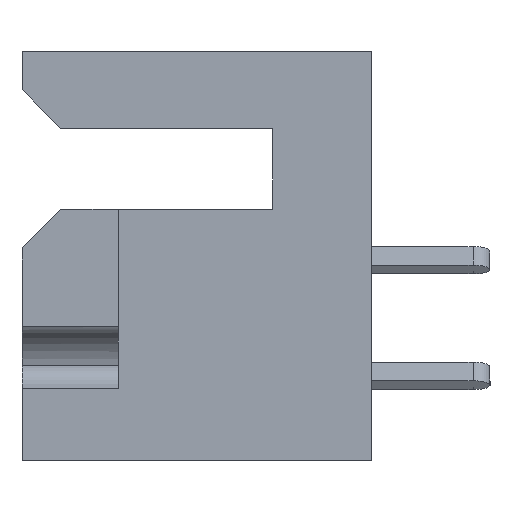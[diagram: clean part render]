
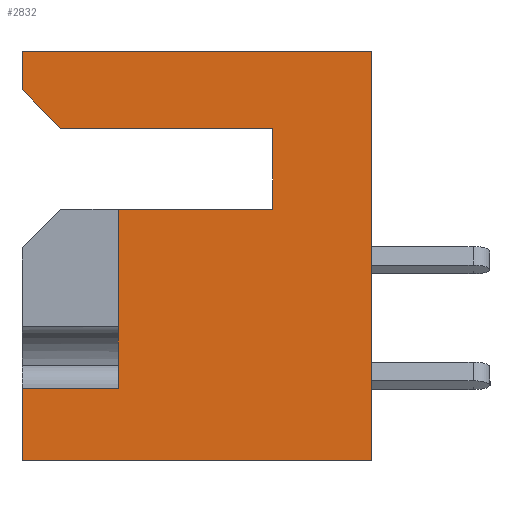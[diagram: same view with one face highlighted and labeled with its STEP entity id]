
A CAD part, left-side view. The second image highlights one B-rep face of the part: STEP entity #2832.
In plain terms, the highlighted planar face has unit normal (-1, 0, 0).
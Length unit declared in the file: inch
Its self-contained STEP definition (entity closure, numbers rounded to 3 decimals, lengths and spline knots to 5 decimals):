
#13 = DIRECTION ( 'NONE',  ( 0., 1., 0. ) ) ;
#695 = CARTESIAN_POINT ( 'NONE',  ( 0., 0.128, -0.205 ) ) ;
#803 = VERTEX_POINT ( 'NONE', #5050 ) ;
#1031 = LINE ( 'NONE', #12188, #17433 ) ;
#1230 = EDGE_CURVE ( 'NONE', #22248, #6222, #15664, .T. ) ;
#1579 = ORIENTED_EDGE ( 'NONE', *, *, #2266, .T. ) ;
#1632 = VERTEX_POINT ( 'NONE', #14896 ) ;
#2237 = EDGE_CURVE ( 'NONE', #20934, #20560, #22136, .T. ) ;
#2266 = EDGE_CURVE ( 'NONE', #6222, #13885, #11932, .T. ) ;
#2571 = CARTESIAN_POINT ( 'NONE',  ( 0., 0.453, 0. ) ) ;
#2832 = ADVANCED_FACE ( 'NONE', ( #13779 ), #16232, .F. ) ;
#2880 = DIRECTION ( 'NONE',  ( 0., 0., 1. ) ) ;
#3288 = ORIENTED_EDGE ( 'NONE', *, *, #9409, .F. ) ;
#3552 = VERTEX_POINT ( 'NONE', #18822 ) ;
#3589 = CARTESIAN_POINT ( 'NONE',  ( 0., 0.453, -0.531 ) ) ;
#3609 = VECTOR ( 'NONE', #2880, 39.37008 ) ;
#4152 = EDGE_CURVE ( 'NONE', #16674, #21620, #6978, .T. ) ;
#4184 = DIRECTION ( 'NONE',  ( 0., 0., 1. ) ) ;
#4214 = CARTESIAN_POINT ( 'NONE',  ( 0., 0.403, -0.1 ) ) ;
#4674 = DIRECTION ( 'NONE',  ( 0., 0., 1. ) ) ;
#4727 = AXIS2_PLACEMENT_3D ( 'NONE', #2571, #18025, #7669 ) ;
#5050 = CARTESIAN_POINT ( 'NONE',  ( 0., 0.453, -0.05 ) ) ;
#5070 = DIRECTION ( 'NONE',  ( 0., -1., 0. ) ) ;
#5268 = VECTOR ( 'NONE', #12974, 39.37008 ) ;
#5392 = EDGE_LOOP ( 'NONE', ( #11000, #19924, #15006, #1579, #5536, #3288, #12067, #21891, #9297, #6766, #15856 ) ) ;
#5452 = DIRECTION ( 'NONE',  ( 0., -0.707, -0.707 ) ) ;
#5496 = CARTESIAN_POINT ( 'NONE',  ( 0., 0.128, -0.1 ) ) ;
#5536 = ORIENTED_EDGE ( 'NONE', *, *, #16364, .F. ) ;
#6181 = DIRECTION ( 'NONE',  ( 0., 1., 0. ) ) ;
#6222 = VERTEX_POINT ( 'NONE', #14796 ) ;
#6504 = CARTESIAN_POINT ( 'NONE',  ( 0., 0., 0. ) ) ;
#6766 = ORIENTED_EDGE ( 'NONE', *, *, #4152, .T. ) ;
#6768 = LINE ( 'NONE', #19144, #20734 ) ;
#6978 = LINE ( 'NONE', #15488, #18824 ) ;
#7544 = CARTESIAN_POINT ( 'NONE',  ( 0., 0.328, -0.437 ) ) ;
#7669 = DIRECTION ( 'NONE',  ( 0., 0., -1. ) ) ;
#8825 = VERTEX_POINT ( 'NONE', #7544 ) ;
#8935 = CARTESIAN_POINT ( 'NONE',  ( 0., 0.328, -0.205 ) ) ;
#9094 = DIRECTION ( 'NONE',  ( 0., 1., 0. ) ) ;
#9297 = ORIENTED_EDGE ( 'NONE', *, *, #13720, .F. ) ;
#9335 = VECTOR ( 'NONE', #11735, 39.37008 ) ;
#9409 = EDGE_CURVE ( 'NONE', #803, #3552, #19583, .T. ) ;
#11000 = ORIENTED_EDGE ( 'NONE', *, *, #18416, .T. ) ;
#11036 = CARTESIAN_POINT ( 'NONE',  ( 0., 0.328, -0.205 ) ) ;
#11088 = VECTOR ( 'NONE', #4184, 39.37008 ) ;
#11735 = DIRECTION ( 'NONE',  ( 0., 0., 1. ) ) ;
#11932 = LINE ( 'NONE', #21646, #3609 ) ;
#12067 = ORIENTED_EDGE ( 'NONE', *, *, #13386, .T. ) ;
#12188 = CARTESIAN_POINT ( 'NONE',  ( 0., 0.328, -0.437 ) ) ;
#12679 = VECTOR ( 'NONE', #5070, 39.37008 ) ;
#12938 = DIRECTION ( 'NONE',  ( 0., -1., 0. ) ) ;
#12974 = DIRECTION ( 'NONE',  ( 0., 0., 1. ) ) ;
#13386 = EDGE_CURVE ( 'NONE', #803, #20560, #6768, .T. ) ;
#13720 = EDGE_CURVE ( 'NONE', #16674, #20934, #21819, .T. ) ;
#13779 = FACE_OUTER_BOUND ( 'NONE', #5392, .T. ) ;
#13885 = VERTEX_POINT ( 'NONE', #6504 ) ;
#14796 = CARTESIAN_POINT ( 'NONE',  ( 0., 0., -0.531 ) ) ;
#14896 = CARTESIAN_POINT ( 'NONE',  ( 0., 0.453, -0.437 ) ) ;
#15006 = ORIENTED_EDGE ( 'NONE', *, *, #1230, .T. ) ;
#15011 = CARTESIAN_POINT ( 'NONE',  ( 0., 0.453, 0. ) ) ;
#15488 = CARTESIAN_POINT ( 'NONE',  ( 0., 0.128, -0.205 ) ) ;
#15664 = LINE ( 'NONE', #17813, #16207 ) ;
#15753 = CARTESIAN_POINT ( 'NONE',  ( 0., 0.453, 0. ) ) ;
#15856 = ORIENTED_EDGE ( 'NONE', *, *, #16097, .F. ) ;
#15887 = LINE ( 'NONE', #15753, #12679 ) ;
#16097 = EDGE_CURVE ( 'NONE', #8825, #21620, #17773, .T. ) ;
#16207 = VECTOR ( 'NONE', #12938, 39.37008 ) ;
#16232 = PLANE ( 'NONE',  #4727 ) ;
#16364 = EDGE_CURVE ( 'NONE', #3552, #13885, #15887, .T. ) ;
#16674 = VERTEX_POINT ( 'NONE', #695 ) ;
#16714 = CARTESIAN_POINT ( 'NONE',  ( 0., 0.453, 0. ) ) ;
#17433 = VECTOR ( 'NONE', #13, 39.37008 ) ;
#17560 = VECTOR ( 'NONE', #6181, 39.37008 ) ;
#17773 = LINE ( 'NONE', #11036, #11088 ) ;
#17813 = CARTESIAN_POINT ( 'NONE',  ( 0., 0.453, -0.531 ) ) ;
#18025 = DIRECTION ( 'NONE',  ( 1., 0., 0. ) ) ;
#18158 = EDGE_CURVE ( 'NONE', #22248, #1632, #19066, .T. ) ;
#18416 = EDGE_CURVE ( 'NONE', #8825, #1632, #1031, .T. ) ;
#18508 = VECTOR ( 'NONE', #4674, 39.37008 ) ;
#18822 = CARTESIAN_POINT ( 'NONE',  ( 0., 0.453, 0. ) ) ;
#18824 = VECTOR ( 'NONE', #9094, 39.37008 ) ;
#19066 = LINE ( 'NONE', #16714, #18508 ) ;
#19144 = CARTESIAN_POINT ( 'NONE',  ( 0., 0.403, -0.1 ) ) ;
#19583 = LINE ( 'NONE', #15011, #9335 ) ;
#19924 = ORIENTED_EDGE ( 'NONE', *, *, #18158, .F. ) ;
#19962 = CARTESIAN_POINT ( 'NONE',  ( 0., 0.128, -0.1 ) ) ;
#20560 = VERTEX_POINT ( 'NONE', #4214 ) ;
#20734 = VECTOR ( 'NONE', #5452, 39.37008 ) ;
#20934 = VERTEX_POINT ( 'NONE', #5496 ) ;
#21620 = VERTEX_POINT ( 'NONE', #8935 ) ;
#21646 = CARTESIAN_POINT ( 'NONE',  ( 0., 0., 0. ) ) ;
#21819 = LINE ( 'NONE', #19962, #5268 ) ;
#21871 = CARTESIAN_POINT ( 'NONE',  ( 0., 0.128, -0.1 ) ) ;
#21891 = ORIENTED_EDGE ( 'NONE', *, *, #2237, .F. ) ;
#22136 = LINE ( 'NONE', #21871, #17560 ) ;
#22248 = VERTEX_POINT ( 'NONE', #3589 ) ;
